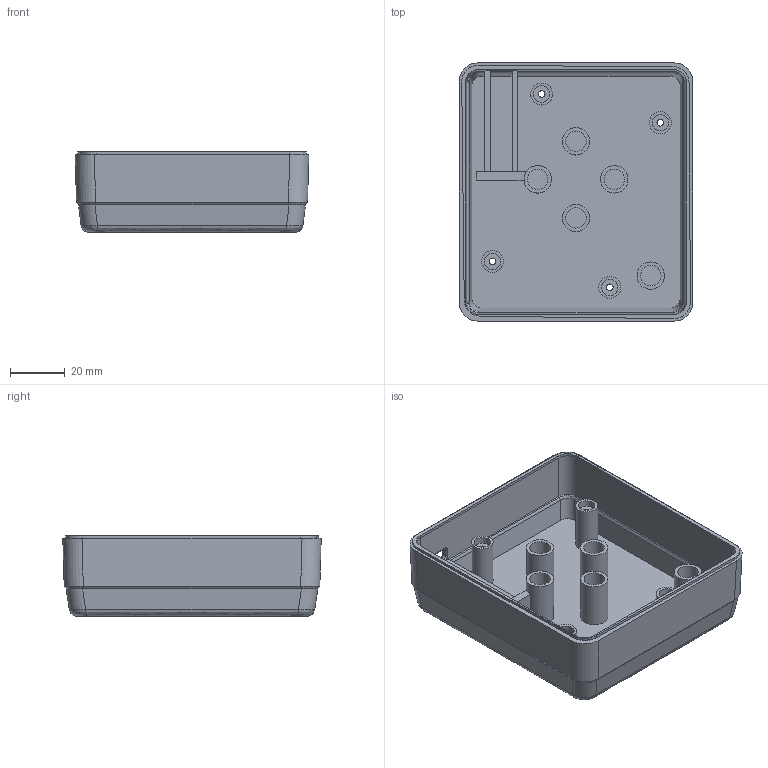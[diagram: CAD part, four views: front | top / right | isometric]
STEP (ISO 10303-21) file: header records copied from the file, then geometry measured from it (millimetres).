
FILE_DESCRIPTION(('FreeCAD Model'),'2;1');
FILE_NAME('Open CASCADE Shape Model','2026-01-06T21:02:50',(''),(''), 'Open CASCADE STEP processor 7.8','FreeCAD','Unknown');
FILE_SCHEMA(('CONFIG_CONTROL_DESIGN','SHAPE_APPEARANCE_LAYER_MIM'));
Length unit declared in the file: millimetre
Products named in the file (1): Pocket004
Bounding box: 85.5 x 94.5 x 29.5 mm (x, y, z)
Volume: 45650.5 mm3; surface area: 42176.7 mm2
Topology: 1 solids, 1 shells, 182 faces, 395 edges, 242 vertices
Faces by surface type: plane 70, cylinder 52, bspline 44, offset 12, torus 4
Full cylindrical faces by diameter (mm): 2.45 x4, 5.5 x4, 6 x4, 7.5 x5, 8 x4, 10 x5, 12.5 x4
Entity records: 7924 total; most frequent: CARTESIAN_POINT 4283, ORIENTED_EDGE 790, DIRECTION 633, EDGE_CURVE 395, VERTEX_POINT 242, AXIS2_PLACEMENT_3D 238, FACE_BOUND 219, EDGE_LOOP 219
